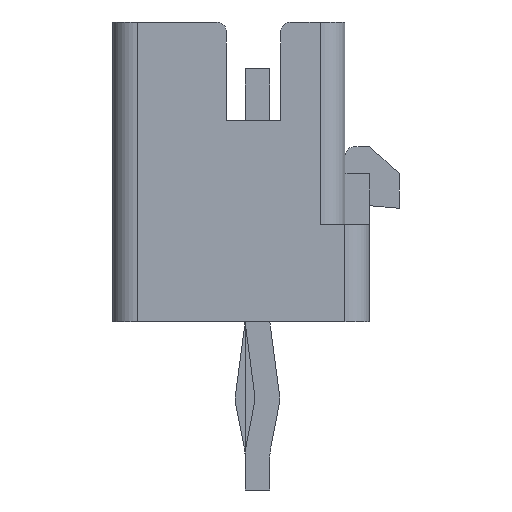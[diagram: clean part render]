
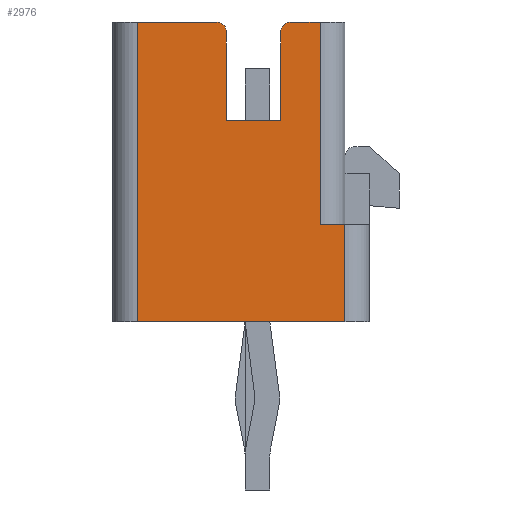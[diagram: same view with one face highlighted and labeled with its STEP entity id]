
A CAD part, left-side view. The second image highlights one B-rep face of the part: STEP entity #2976.
In plain terms, the highlighted planar face has unit normal (-1, 0, 0).
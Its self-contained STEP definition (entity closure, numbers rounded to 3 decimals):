
#17=DIRECTION('',(0.,-1.,0.));
#18=VECTOR('',#17,1.6);
#19=CARTESIAN_POINT('',(-6.,2.43,0.));
#20=LINE('',#19,#18);
#76=DIRECTION('',(0.,-1.,0.));
#77=VECTOR('',#76,0.6);
#78=CARTESIAN_POINT('',(-6.,-0.67,0.));
#79=LINE('',#78,#77);
#217=CARTESIAN_POINT('',(-6.,0.83,-0.2));
#218=DIRECTION('',(-1.,0.,0.));
#219=DIRECTION('',(0.,-1.,0.));
#220=AXIS2_PLACEMENT_3D('',#217,#218,#219);
#222=DIRECTION('',(0.,0.,-1.));
#223=VECTOR('',#222,1.8);
#224=CARTESIAN_POINT('',(-6.,0.63,-0.2));
#225=LINE('',#224,#223);
#226=DIRECTION('',(0.,1.,0.));
#227=VECTOR('',#226,1.1);
#228=CARTESIAN_POINT('',(-6.,-0.47,-2.));
#229=LINE('',#228,#227);
#230=DIRECTION('',(0.,0.,-1.));
#231=VECTOR('',#230,1.8);
#232=CARTESIAN_POINT('',(-6.,-0.47,-0.2));
#233=LINE('',#232,#231);
#234=CARTESIAN_POINT('',(-6.,-0.67,-0.2));
#235=DIRECTION('',(-1.,0.,0.));
#236=DIRECTION('',(0.,0.,1.));
#237=AXIS2_PLACEMENT_3D('',#234,#235,#236);
#239=DIRECTION('',(0.,1.,0.));
#240=VECTOR('',#239,0.5);
#241=CARTESIAN_POINT('',(-6.,-1.77,-4.1));
#242=LINE('',#241,#240);
#243=DIRECTION('',(0.,0.,-1.));
#244=VECTOR('',#243,6.07);
#245=CARTESIAN_POINT('',(-6.,2.43,0.));
#246=LINE('',#245,#244);
#456=DIRECTION('',(0.,-1.,0.));
#457=VECTOR('',#456,4.2);
#458=CARTESIAN_POINT('',(-6.,2.43,-6.07));
#459=LINE('',#458,#457);
#979=DIRECTION('',(0.,0.,-1.));
#980=VECTOR('',#979,1.97);
#981=CARTESIAN_POINT('',(-6.,-1.77,-4.1));
#982=LINE('',#981,#980);
#987=DIRECTION('',(0.,0.,1.));
#988=VECTOR('',#987,4.1);
#989=CARTESIAN_POINT('',(-6.,-1.27,-4.1));
#990=LINE('',#989,#988);
#2064=CARTESIAN_POINT('',(-6.,2.43,0.));
#2066=VERTEX_POINT('',#2064);
#2067=CARTESIAN_POINT('',(-6.,-1.27,0.));
#2069=VERTEX_POINT('',#2067);
#2080=CARTESIAN_POINT('',(-6.,2.43,-6.07));
#2082=VERTEX_POINT('',#2080);
#2111=CARTESIAN_POINT('',(-6.,-0.47,-2.));
#2112=CARTESIAN_POINT('',(-6.,0.63,-2.));
#2113=VERTEX_POINT('',#2111);
#2114=VERTEX_POINT('',#2112);
#2143=CARTESIAN_POINT('',(-6.,-1.77,-6.07));
#2144=VERTEX_POINT('',#2143);
#2147=CARTESIAN_POINT('',(-6.,-1.77,-4.1));
#2148=CARTESIAN_POINT('',(-6.,-1.27,-4.1));
#2149=VERTEX_POINT('',#2147);
#2150=VERTEX_POINT('',#2148);
#2323=CARTESIAN_POINT('',(-6.,0.63,-0.2));
#2324=VERTEX_POINT('',#2323);
#2325=CARTESIAN_POINT('',(-6.,0.83,0.));
#2326=VERTEX_POINT('',#2325);
#2327=CARTESIAN_POINT('',(-6.,-0.67,0.));
#2328=CARTESIAN_POINT('',(-6.,-0.47,-0.2));
#2329=VERTEX_POINT('',#2327);
#2330=VERTEX_POINT('',#2328);
#2950=CARTESIAN_POINT('',(-6.,2.43,0.));
#2951=DIRECTION('',(-1.,0.,0.));
#2952=DIRECTION('',(0.,-1.,0.));
#2953=AXIS2_PLACEMENT_3D('',#2950,#2951,#2952);
#2954=PLANE('',#2953);
#2955=ORIENTED_EDGE('',*,*,#2808,.F.);
#2957=ORIENTED_EDGE('',*,*,#2956,.T.);
#2959=ORIENTED_EDGE('',*,*,#2958,.F.);
#2960=ORIENTED_EDGE('',*,*,#2915,.F.);
#2961=ORIENTED_EDGE('',*,*,#2942,.F.);
#2962=ORIENTED_EDGE('',*,*,#2772,.T.);
#2964=ORIENTED_EDGE('',*,*,#2963,.F.);
#2966=ORIENTED_EDGE('',*,*,#2965,.F.);
#2968=ORIENTED_EDGE('',*,*,#2967,.T.);
#2970=ORIENTED_EDGE('',*,*,#2969,.F.);
#2972=ORIENTED_EDGE('',*,*,#2971,.F.);
#2973=ORIENTED_EDGE('',*,*,#2734,.T.);
#2974=EDGE_LOOP('',(#2955,#2957,#2959,#2960,#2961,#2962,#2964,#2966,#2968,#2970,
#2972,#2973));
#2975=FACE_OUTER_BOUND('',#2974,.F.);
#221=CIRCLE('',#220,0.2);
#238=CIRCLE('',#237,0.2);
#2734=EDGE_CURVE('',#2066,#2326,#20,.T.);
#2772=EDGE_CURVE('',#2329,#2069,#79,.T.);
#2808=EDGE_CURVE('',#2324,#2326,#221,.T.);
#2915=EDGE_CURVE('',#2330,#2113,#233,.T.);
#2942=EDGE_CURVE('',#2329,#2330,#238,.T.);
#2956=EDGE_CURVE('',#2324,#2114,#225,.T.);
#2958=EDGE_CURVE('',#2113,#2114,#229,.T.);
#2963=EDGE_CURVE('',#2150,#2069,#990,.T.);
#2965=EDGE_CURVE('',#2149,#2150,#242,.T.);
#2967=EDGE_CURVE('',#2149,#2144,#982,.T.);
#2969=EDGE_CURVE('',#2082,#2144,#459,.T.);
#2971=EDGE_CURVE('',#2066,#2082,#246,.T.);
#2976=ADVANCED_FACE('',(#2975),#2954,.T.);
